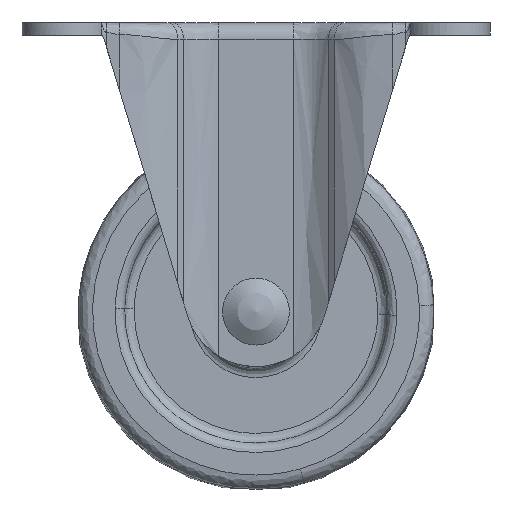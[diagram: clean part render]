
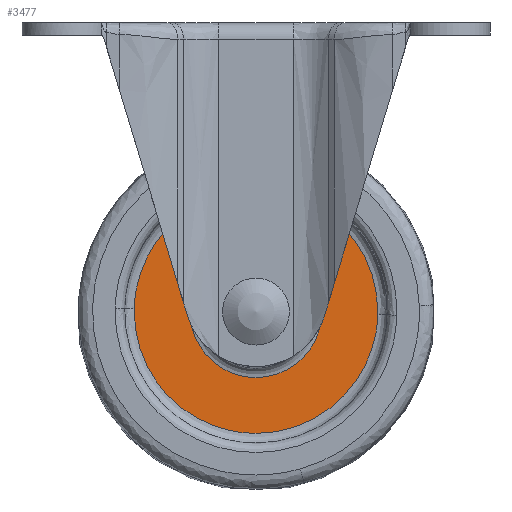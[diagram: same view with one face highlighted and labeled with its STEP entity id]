
A CAD part, front view. The second image highlights one B-rep face of the part: STEP entity #3477.
In plain terms, the highlighted free-form (B-spline) face has degree [1, 1] with [2, 2] control points.
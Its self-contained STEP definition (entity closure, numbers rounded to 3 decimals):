
#2856=CARTESIAN_POINT('',(-25.492,-7.5,-59.859));
#2857=VERTEX_POINT('',#2856);
#2871=CARTESIAN_POINT('',(0.0,-7.5,-35.0));
#2872=VERTEX_POINT('',#2871);
#2873=CARTESIAN_POINT('',(0.0,-7.5,-35.0));
#2874=CARTESIAN_POINT('',(-24.867,-7.5,-35.));
#2875=CARTESIAN_POINT('',(-25.492,-7.5,-59.859));
#2883=(BOUNDED_CURVE()B_SPLINE_CURVE(2,(#2873,#2874,#2875),.UNSPECIFIED.,.F.,.U.)B_SPLINE_CURVE_WITH_KNOTS((3,3),(0.5,0.746),.UNSPECIFIED.)CURVE()GEOMETRIC_REPRESENTATION_ITEM()RATIONAL_B_SPLINE_CURVE((1.0,0.712,0.99))REPRESENTATION_ITEM(''));
#2884=EDGE_CURVE('',#2872,#2857,#2883,.T.);
#2886=CARTESIAN_POINT('',(25.492,-7.5,-61.141));
#2887=VERTEX_POINT('',#2886);
#2888=CARTESIAN_POINT('',(25.492,-7.5,-61.141));
#2889=CARTESIAN_POINT('',(25.5,-7.5,-60.82));
#2890=CARTESIAN_POINT('',(25.5,-7.5,-60.5));
#2891=CARTESIAN_POINT('',(25.5,-7.5,-35.));
#2892=CARTESIAN_POINT('',(0.0,-7.5,-35.0));
#2900=(BOUNDED_CURVE()B_SPLINE_CURVE(2,(#2888,#2889,#2890,#2891,#2892),.UNSPECIFIED.,.F.,.U.)B_SPLINE_CURVE_WITH_KNOTS((3,2,3),(0.246,0.25,0.5),.UNSPECIFIED.)CURVE()GEOMETRIC_REPRESENTATION_ITEM()RATIONAL_B_SPLINE_CURVE((0.99,0.995,1.0,0.707,1.0))REPRESENTATION_ITEM(''));
#2901=EDGE_CURVE('',#2887,#2872,#2900,.T.);
#2945=CARTESIAN_POINT('',(0.0,-7.5,-86.0));
#2946=VERTEX_POINT('',#2945);
#2947=CARTESIAN_POINT('',(0.0,-7.5,-86.0));
#2948=CARTESIAN_POINT('',(24.867,-7.5,-86.0));
#2949=CARTESIAN_POINT('',(25.492,-7.5,-61.141));
#2957=(BOUNDED_CURVE()B_SPLINE_CURVE(2,(#2947,#2948,#2949),.UNSPECIFIED.,.F.,.U.)B_SPLINE_CURVE_WITH_KNOTS((3,3),(0.0,0.246),.UNSPECIFIED.)CURVE()GEOMETRIC_REPRESENTATION_ITEM()RATIONAL_B_SPLINE_CURVE((1.0,0.712,0.99))REPRESENTATION_ITEM(''));
#2958=EDGE_CURVE('',#2946,#2887,#2957,.T.);
#2960=CARTESIAN_POINT('',(-25.492,-7.5,-59.859));
#2961=CARTESIAN_POINT('',(-25.5,-7.5,-60.18));
#2962=CARTESIAN_POINT('',(-25.5,-7.5,-60.5));
#2963=CARTESIAN_POINT('',(-25.5,-7.5,-86.0));
#2964=CARTESIAN_POINT('',(0.0,-7.5,-86.0));
#2972=(BOUNDED_CURVE()B_SPLINE_CURVE(2,(#2960,#2961,#2962,#2963,#2964),.UNSPECIFIED.,.F.,.U.)B_SPLINE_CURVE_WITH_KNOTS((3,2,3),(0.746,0.75,1.0),.UNSPECIFIED.)CURVE()GEOMETRIC_REPRESENTATION_ITEM()RATIONAL_B_SPLINE_CURVE((0.99,0.995,1.0,0.707,1.0))REPRESENTATION_ITEM(''));
#2973=EDGE_CURVE('',#2857,#2946,#2972,.T.);
#3003=CARTESIAN_POINT('',(-13.476,-7.5,-63.522));
#3004=VERTEX_POINT('',#3003);
#3005=CARTESIAN_POINT('',(0.0,-7.5,-74.31));
#3006=VERTEX_POINT('',#3005);
#3007=CARTESIAN_POINT('',(-13.476,-7.5,-63.522));
#3008=CARTESIAN_POINT('',(-11.056,-7.5,-74.31));
#3009=CARTESIAN_POINT('',(0.0,-7.5,-74.31));
#3017=(BOUNDED_CURVE()B_SPLINE_CURVE(2,(#3007,#3008,#3009),.UNSPECIFIED.,.F.,.U.)B_SPLINE_CURVE_WITH_KNOTS((3,3),(0.787,1.0),.UNSPECIFIED.)CURVE()GEOMETRIC_REPRESENTATION_ITEM()RATIONAL_B_SPLINE_CURVE((0.925,0.751,1.0))REPRESENTATION_ITEM(''));
#3018=EDGE_CURVE('',#3004,#3006,#3017,.T.);
#3020=CARTESIAN_POINT('',(13.626,-7.5,-58.254));
#3021=VERTEX_POINT('',#3020);
#3022=CARTESIAN_POINT('',(0.0,-7.5,-74.31));
#3023=CARTESIAN_POINT('',(13.81,-7.5,-74.31));
#3024=CARTESIAN_POINT('',(13.81,-7.5,-60.5));
#3025=CARTESIAN_POINT('',(13.81,-7.5,-59.369));
#3026=CARTESIAN_POINT('',(13.626,-7.5,-58.254));
#3034=(BOUNDED_CURVE()B_SPLINE_CURVE(2,(#3022,#3023,#3024,#3025,#3026),.UNSPECIFIED.,.F.,.U.)B_SPLINE_CURVE_WITH_KNOTS((3,2,3),(0.0,0.25,0.278),.UNSPECIFIED.)CURVE()GEOMETRIC_REPRESENTATION_ITEM()RATIONAL_B_SPLINE_CURVE((1.0,0.707,1.0,0.967,0.942))REPRESENTATION_ITEM(''));
#3035=EDGE_CURVE('',#3006,#3021,#3034,.T.);
#3098=CARTESIAN_POINT('',(0.0,-7.5,-46.69));
#3099=VERTEX_POINT('',#3098);
#3100=CARTESIAN_POINT('',(0.0,-7.5,-46.69));
#3101=CARTESIAN_POINT('',(-13.81,-7.5,-46.69));
#3102=CARTESIAN_POINT('',(-13.81,-7.5,-60.5));
#3103=CARTESIAN_POINT('',(-13.81,-7.5,-62.029));
#3104=CARTESIAN_POINT('',(-13.476,-7.5,-63.522));
#3112=(BOUNDED_CURVE()B_SPLINE_CURVE(2,(#3100,#3101,#3102,#3103,#3104),.UNSPECIFIED.,.F.,.U.)B_SPLINE_CURVE_WITH_KNOTS((3,2,3),(0.5,0.75,0.787),.UNSPECIFIED.)CURVE()GEOMETRIC_REPRESENTATION_ITEM()RATIONAL_B_SPLINE_CURVE((1.0,0.707,1.0,0.956,0.925))REPRESENTATION_ITEM(''));
#3113=EDGE_CURVE('',#3099,#3004,#3112,.T.);
#3120=CARTESIAN_POINT('',(13.626,-7.5,-58.254));
#3121=CARTESIAN_POINT('',(11.72,-7.5,-46.69));
#3122=CARTESIAN_POINT('',(0.0,-7.5,-46.69));
#3130=(BOUNDED_CURVE()B_SPLINE_CURVE(2,(#3120,#3121,#3122),.UNSPECIFIED.,.F.,.U.)B_SPLINE_CURVE_WITH_KNOTS((3,3),(0.278,0.5),.UNSPECIFIED.)CURVE()GEOMETRIC_REPRESENTATION_ITEM()RATIONAL_B_SPLINE_CURVE((0.942,0.74,1.0))REPRESENTATION_ITEM(''));
#3131=EDGE_CURVE('',#3021,#3099,#3130,.T.);
#3460=CARTESIAN_POINT('',(-28.039,-7.5,-32.453));
#3461=CARTESIAN_POINT('',(-28.039,-7.5,-88.547));
#3462=CARTESIAN_POINT('',(28.039,-7.5,-32.453));
#3463=CARTESIAN_POINT('',(28.039,-7.5,-88.547));
#3464=B_SPLINE_SURFACE_WITH_KNOTS('',1,1,((#3460,#3462),(#3461,#3463)),.UNSPECIFIED.,.F.,.F.,.U.,(2,2),(2,2),(0.0,56.095),(0.0,56.077),.UNSPECIFIED.);
#3465=ORIENTED_EDGE('',*,*,#2958,.T.);
#3466=ORIENTED_EDGE('',*,*,#2901,.T.);
#3467=ORIENTED_EDGE('',*,*,#2884,.T.);
#3468=ORIENTED_EDGE('',*,*,#2973,.T.);
#3469=EDGE_LOOP('',(#3465,#3466,#3467,#3468));
#3470=FACE_OUTER_BOUND('',#3469,.T.);
#3471=ORIENTED_EDGE('',*,*,#3035,.F.);
#3472=ORIENTED_EDGE('',*,*,#3018,.F.);
#3473=ORIENTED_EDGE('',*,*,#3113,.F.);
#3474=ORIENTED_EDGE('',*,*,#3131,.F.);
#3475=EDGE_LOOP('',(#3471,#3472,#3473,#3474));
#3476=FACE_BOUND('',#3475,.T.);
#3477=ADVANCED_FACE('',(#3470,#3476),#3464,.T.);
